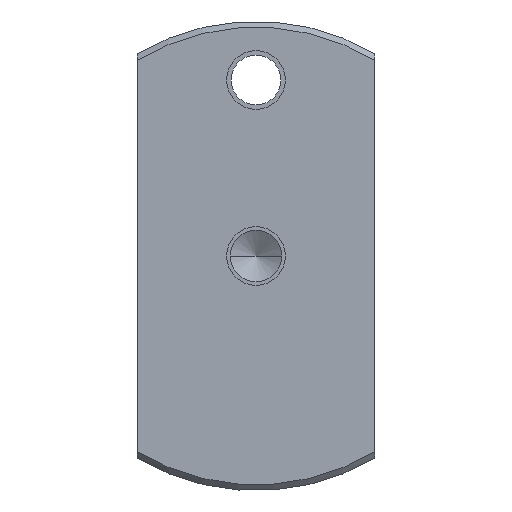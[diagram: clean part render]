
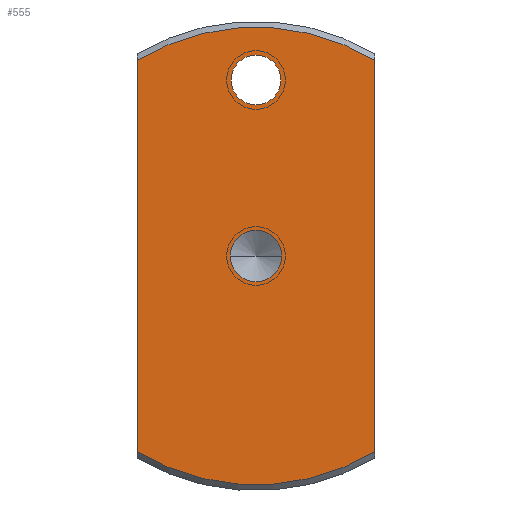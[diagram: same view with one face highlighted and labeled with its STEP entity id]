
A CAD part, front view. The second image highlights one B-rep face of the part: STEP entity #555.
In plain terms, the highlighted planar face has unit normal (0, -1, 0).
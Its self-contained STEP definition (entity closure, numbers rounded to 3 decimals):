
#160=DIRECTION('',(0.,0.,1.));
#161=VECTOR('',#160,66.661);
#162=CARTESIAN_POINT('',(20.25,0.,-33.331));
#163=LINE('194',#162,#161);
#164=CARTESIAN_POINT('',(0.,0.,0.));
#165=DIRECTION('',(0.,-1.,0.));
#166=DIRECTION('',(-0.519,0.,-0.855));
#167=AXIS2_PLACEMENT_3D('',#164,#165,#166);
#169=DIRECTION('',(0.,0.,-1.));
#170=VECTOR('',#169,66.661);
#171=CARTESIAN_POINT('',(-20.25,0.,33.331));
#172=LINE('195',#171,#170);
#173=CARTESIAN_POINT('',(0.,0.,0.));
#174=DIRECTION('',(0.,-1.,0.));
#175=DIRECTION('',(0.519,0.,0.855));
#176=AXIS2_PLACEMENT_3D('',#173,#174,#175);
#178=CARTESIAN_POINT('',(0.,0.,0.));
#179=DIRECTION('',(0.,-1.,0.));
#180=DIRECTION('',(-1.,0.,0.));
#181=AXIS2_PLACEMENT_3D('',#178,#179,#180);
#183=CARTESIAN_POINT('',(0.,0.,0.));
#184=DIRECTION('',(0.,-1.,0.));
#185=DIRECTION('',(1.,0.,0.));
#186=AXIS2_PLACEMENT_3D('',#183,#184,#185);
#188=CARTESIAN_POINT('',(0.,0.,30.));
#189=DIRECTION('',(0.,-1.,0.));
#190=DIRECTION('',(-1.,0.,0.));
#191=AXIS2_PLACEMENT_3D('',#188,#189,#190);
#193=CARTESIAN_POINT('',(0.,0.,30.));
#194=DIRECTION('',(0.,-1.,0.));
#195=DIRECTION('',(1.,0.,0.));
#196=AXIS2_PLACEMENT_3D('',#193,#194,#195);
#299=CARTESIAN_POINT('',(20.25,0.,-33.331));
#300=CARTESIAN_POINT('',(20.25,0.,33.331));
#301=VERTEX_POINT('',#299);
#302=VERTEX_POINT('',#300);
#303=CARTESIAN_POINT('',(-20.25,0.,33.331));
#304=CARTESIAN_POINT('',(-20.25,0.,-33.331));
#305=VERTEX_POINT('',#303);
#306=VERTEX_POINT('',#304);
#337=CARTESIAN_POINT('',(-4.4,0.,0.));
#338=CARTESIAN_POINT('',(4.4,0.,0.));
#339=VERTEX_POINT('',#337);
#340=VERTEX_POINT('',#338);
#345=CARTESIAN_POINT('',(-4.25,0.,30.));
#346=CARTESIAN_POINT('',(4.25,0.,30.));
#347=VERTEX_POINT('',#345);
#348=VERTEX_POINT('',#346);
#531=CARTESIAN_POINT('',(0.,0.,0.));
#532=DIRECTION('',(0.,-1.,0.));
#533=DIRECTION('',(-1.,0.,0.));
#534=AXIS2_PLACEMENT_3D('',#531,#532,#533);
#535=PLANE('121',#534);
#536=ORIENTED_EDGE('194',*,*,#445,.F.);
#538=ORIENTED_EDGE('387',*,*,#537,.F.);
#539=ORIENTED_EDGE('195',*,*,#482,.F.);
#540=ORIENTED_EDGE('389',*,*,#524,.F.);
#541=EDGE_LOOP('121',(#536,#538,#539,#540));
#542=FACE_OUTER_BOUND('121',#541,.F.);
#544=ORIENTED_EDGE('322',*,*,#543,.T.);
#546=ORIENTED_EDGE('323',*,*,#545,.T.);
#547=EDGE_LOOP('121',(#544,#546));
#548=FACE_BOUND('121',#547,.F.);
#550=ORIENTED_EDGE('718',*,*,#549,.T.);
#552=ORIENTED_EDGE('719',*,*,#551,.T.);
#553=EDGE_LOOP('121',(#550,#552));
#554=FACE_BOUND('121',#553,.F.);
#168=CIRCLE('387',#167,39.);
#177=CIRCLE('389',#176,39.);
#182=CIRCLE('322',#181,4.4);
#187=CIRCLE('323',#186,4.4);
#192=CIRCLE('718',#191,4.25);
#197=CIRCLE('719',#196,4.25);
#445=EDGE_CURVE('194',#301,#302,#163,.T.);
#482=EDGE_CURVE('195',#305,#306,#172,.T.);
#524=EDGE_CURVE('389',#302,#305,#177,.T.);
#537=EDGE_CURVE('387',#306,#301,#168,.T.);
#543=EDGE_CURVE('322',#339,#340,#182,.T.);
#545=EDGE_CURVE('323',#340,#339,#187,.T.);
#549=EDGE_CURVE('718',#347,#348,#192,.T.);
#551=EDGE_CURVE('719',#348,#347,#197,.T.);
#555=ADVANCED_FACE('121',(#542,#548,#554),#535,.T.);
